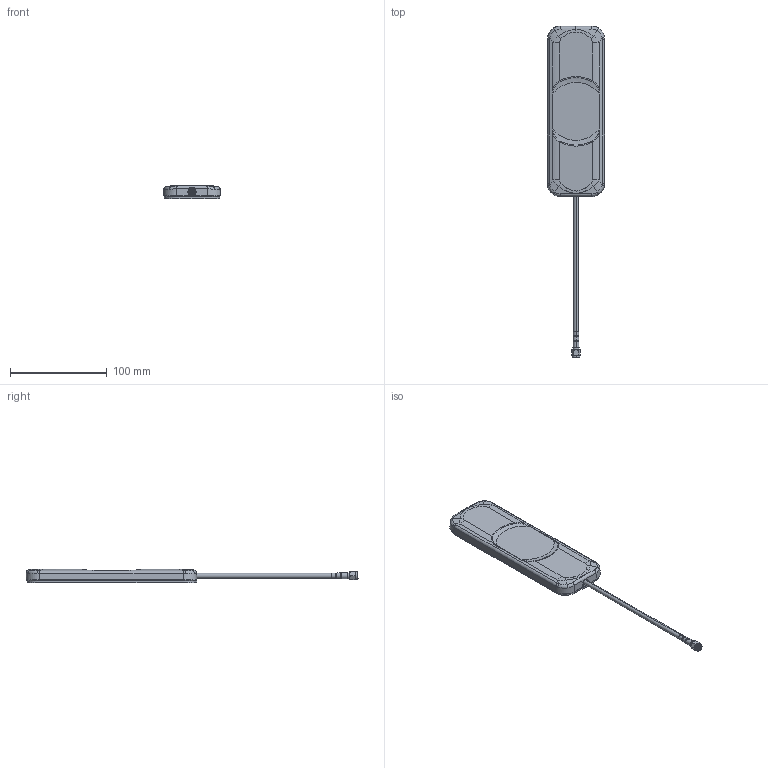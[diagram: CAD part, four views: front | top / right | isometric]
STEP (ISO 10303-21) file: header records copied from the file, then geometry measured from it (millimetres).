
FILE_DESCRIPTION (( 'STEP AP214' ), '1' );
FILE_NAME ('GSA.8845.A.105111_web.STEP', '2020-06-03T06:44:41', ( '' ), ( '' ), 'SwSTEP 2.0', 'SolidWorks 2018', '' );
FILE_SCHEMA (( 'AUTOMOTIVE_DESIGN' ));
Length unit declared in the file: millimetre
Products named in the file (2): GSA.8845.A.105111_web
Bounding box: 59.18 x 343.14 x 13.6 mm (x, y, z)
Surface area: 38866.5 mm2 (no closed solid volume)
Topology: 0 solids, 8 shells, 154 faces, 412 edges, 267 vertices
Faces by surface type: bspline 65, plane 38, cylinder 37, torus 8, cone 6
Entity records: 17525 total; most frequent: CARTESIAN_POINT 12625, ORIENTED_EDGE 757, DIRECTION 478, EDGE_CURVE 412, VERTEX_POINT 267, AXIS2_PLACEMENT_3D 168, EDGE_LOOP 159, UNCERTAINTY_MEASURE_WITH_UNIT 156
